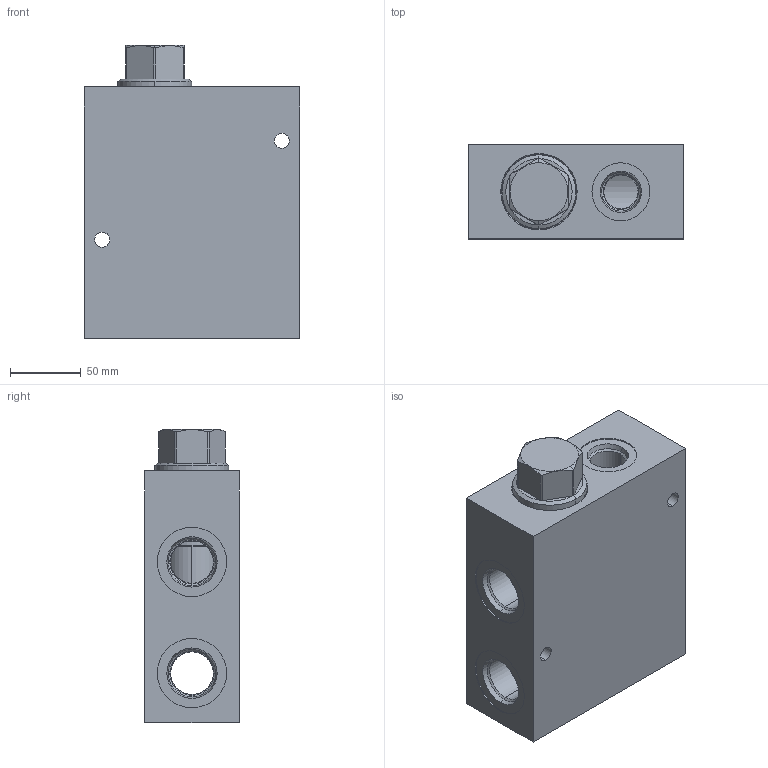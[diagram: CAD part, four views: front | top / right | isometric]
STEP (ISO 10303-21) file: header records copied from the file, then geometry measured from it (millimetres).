
FILE_DESCRIPTION((''),'2;1');
FILE_NAME('W2S_ASM','2020-06-16T',('ProEService'),(''),'PRO/ENGINEER BY PARAMETRIC TECHNOLOGY CORPORATION, 2014200','PRO/ENGINEER BY PARAMETRIC TECHNOLOGY CORPORATION, 2014200','');
FILE_SCHEMA(('CONFIG_CONTROL_DESIGN'));
Length unit declared in the file: inch
Products named in the file (3): 154-293-005; LRJCXHN; W2S_ASM
Assembly tree (2 placements, depth 2):
  W2S_ASM
    154-293-005
    LRJCXHN
Bounding box: 152.4 x 66.67 x 207.14 mm (x, y, z)
Volume: 1513452.2 mm3; surface area: 174456.5 mm2
Topology: 5 solids, 5 shells, 231 faces, 757 edges, 639 vertices
Faces by surface type: cylinder 92, cone 63, plane 40, torus 24, revolution 12
Entity records: 9266 total; most frequent: CARTESIAN_POINT 2632, DIRECTION 1454, ORIENTED_EDGE 1068, EDGE_CURVE 534, AXIS2_PLACEMENT_3D 518, VECTOR 406, LINE 406, VERTEX_POINT 324
